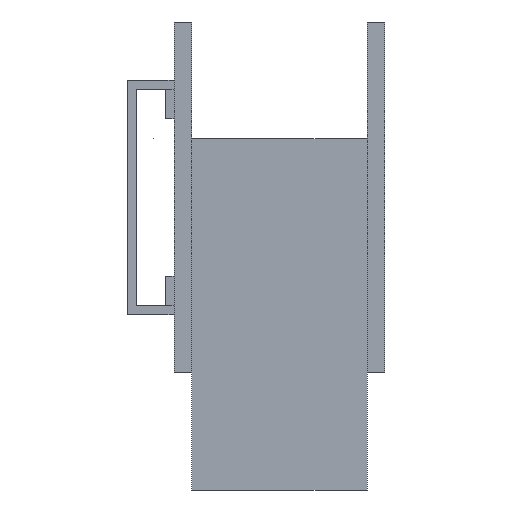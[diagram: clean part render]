
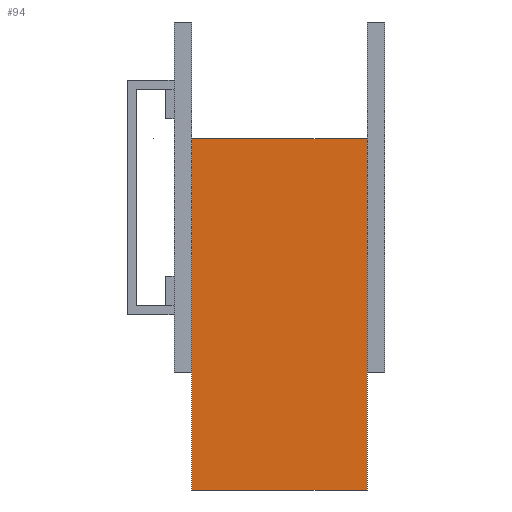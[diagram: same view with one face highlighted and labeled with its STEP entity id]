
A CAD part, left-side view. The second image highlights one B-rep face of the part: STEP entity #94.
In plain terms, the highlighted planar face has unit normal (-1, 0, 0).
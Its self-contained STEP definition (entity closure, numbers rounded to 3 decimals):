
#94=ADVANCED_FACE('',(#248),#2133,.T.);
#248=FACE_OUTER_BOUND('',#402,.T.);
#402=EDGE_LOOP('',(#624,#625,#626,#627,#628));
#624=ORIENTED_EDGE('',*,*,#1249,.T.);
#625=ORIENTED_EDGE('',*,*,#1271,.T.);
#626=ORIENTED_EDGE('',*,*,#1264,.T.);
#627=ORIENTED_EDGE('',*,*,#1270,.F.);
#628=ORIENTED_EDGE('',*,*,#1268,.F.);
#1249=EDGE_CURVE('',#1915,#1914,#1593,.T.);
#1264=EDGE_CURVE('',#1922,#1925,#1608,.T.);
#1268=EDGE_CURVE('',#1915,#1927,#1612,.T.);
#1270=EDGE_CURVE('',#1927,#1925,#1614,.T.);
#1271=EDGE_CURVE('',#1914,#1922,#1615,.T.);
#1593=B_SPLINE_CURVE_WITH_KNOTS('',1,(#2801,#2802),.UNSPECIFIED.,.F.,.F.,
(2,2),(32.441,54.882),.UNSPECIFIED.);
#1608=B_SPLINE_CURVE_WITH_KNOTS('',1,(#2831,#2832),.UNSPECIFIED.,.F.,.F.,
(2,2),(0.,30.),.UNSPECIFIED.);
#1612=B_SPLINE_CURVE_WITH_KNOTS('',1,(#2839,#2840),.UNSPECIFIED.,.F.,.F.,
(2,2),(0.,30.),.UNSPECIFIED.);
#1614=B_SPLINE_CURVE_WITH_KNOTS('',1,(#2843,#2844),.UNSPECIFIED.,.F.,.F.,
(2,2),(106.173,166.173),.UNSPECIFIED.);
#1615=B_SPLINE_CURVE_WITH_KNOTS('',1,(#2845,#2846),.UNSPECIFIED.,.F.,.F.,
(2,2),(126.173,166.173),.UNSPECIFIED.);
#1914=VERTEX_POINT('',#2787);
#1915=VERTEX_POINT('',#2788);
#1922=VERTEX_POINT('',#2795);
#1925=VERTEX_POINT('',#2798);
#1927=VERTEX_POINT('',#2800);
#2133=PLANE('',#2371);
#2371=AXIS2_PLACEMENT_3D('',#2784,#2534,$);
#2534=DIRECTION('',(-1.,0.,0.));
#2784=CARTESIAN_POINT('',(-1209.669,-14.42,1181.954));
#2787=CARTESIAN_POINT('',(-1209.669,-14.42,1161.954));
#2788=CARTESIAN_POINT('',(-1209.669,-14.42,1181.954));
#2795=CARTESIAN_POINT('',(-1209.669,-14.42,1121.954));
#2798=CARTESIAN_POINT('',(-1209.669,-44.42,1121.954));
#2800=CARTESIAN_POINT('',(-1209.669,-44.42,1181.954));
#2801=CARTESIAN_POINT('',(-1209.669,-14.42,1181.954));
#2802=CARTESIAN_POINT('',(-1209.669,-14.42,1161.954));
#2831=CARTESIAN_POINT('',(-1209.669,-14.42,1121.954));
#2832=CARTESIAN_POINT('',(-1209.669,-44.42,1121.954));
#2839=CARTESIAN_POINT('',(-1209.669,-14.42,1181.954));
#2840=CARTESIAN_POINT('',(-1209.669,-44.42,1181.954));
#2843=CARTESIAN_POINT('',(-1209.669,-44.42,1181.954));
#2844=CARTESIAN_POINT('',(-1209.669,-44.42,1121.954));
#2845=CARTESIAN_POINT('',(-1209.669,-14.42,1161.954));
#2846=CARTESIAN_POINT('',(-1209.669,-14.42,1121.954));
